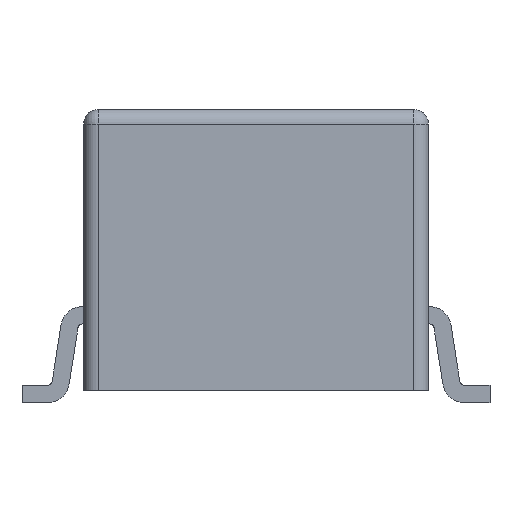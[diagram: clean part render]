
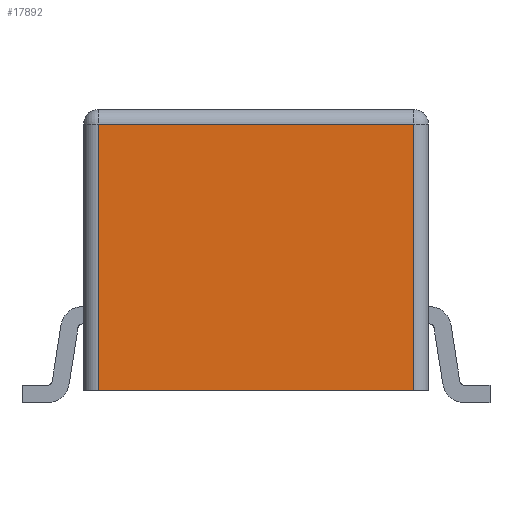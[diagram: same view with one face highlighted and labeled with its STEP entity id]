
A CAD part, left-side view. The second image highlights one B-rep face of the part: STEP entity #17892.
In plain terms, the highlighted planar face has unit normal (-1, 0, 0).
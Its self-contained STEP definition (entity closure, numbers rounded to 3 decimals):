
#35 = EDGE_CURVE ( 'NONE', #9392, #19390, #24229, .T. ) ;
#1649 = CARTESIAN_POINT ( 'NONE',  ( -6.35, -3.2, -1.7 ) ) ;
#3402 = ORIENTED_EDGE ( 'NONE', *, *, #12125, .T. ) ;
#3433 = CARTESIAN_POINT ( 'NONE',  ( -6.35, 3.2, 3.7 ) ) ;
#3534 = VECTOR ( 'NONE', #12726, 1000. ) ;
#4349 = DIRECTION ( 'NONE',  ( 0., 0., -1. ) ) ;
#4465 = PLANE ( 'NONE',  #21779 ) ;
#5631 = CARTESIAN_POINT ( 'NONE',  ( -6.35, -3.2, 3.7 ) ) ;
#5646 = CARTESIAN_POINT ( 'NONE',  ( -6.35, 3.2, -1.7 ) ) ;
#5872 = EDGE_CURVE ( 'NONE', #9858, #9392, #23131, .T. ) ;
#6343 = CARTESIAN_POINT ( 'NONE',  ( -6.35, 3.5, -1.7 ) ) ;
#6879 = CARTESIAN_POINT ( 'NONE',  ( -6.35, 3.5, 3.7 ) ) ;
#8064 = CARTESIAN_POINT ( 'NONE',  ( -6.35, -3.2, -1.7 ) ) ;
#8654 = FACE_OUTER_BOUND ( 'NONE', #14920, .T. ) ;
#9392 = VERTEX_POINT ( 'NONE', #5631 ) ;
#9592 = VECTOR ( 'NONE', #19594, 1000. ) ;
#9728 = ORIENTED_EDGE ( 'NONE', *, *, #35, .T. ) ;
#9858 = VERTEX_POINT ( 'NONE', #1649 ) ;
#11875 = CARTESIAN_POINT ( 'NONE',  ( -6.35, 3.5, -1.7 ) ) ;
#12125 = EDGE_CURVE ( 'NONE', #19390, #22839, #19809, .T. ) ;
#12592 = DIRECTION ( 'NONE',  ( 0., 0., 1. ) ) ;
#12652 = EDGE_CURVE ( 'NONE', #22839, #9858, #19840, .T. ) ;
#12726 = DIRECTION ( 'NONE',  ( 0., 1., 0. ) ) ;
#13623 = CARTESIAN_POINT ( 'NONE',  ( -6.35, 3.2, -1.7 ) ) ;
#14920 = EDGE_LOOP ( 'NONE', ( #18744, #19814, #9728, #3402 ) ) ;
#15190 = VECTOR ( 'NONE', #15683, 1000. ) ;
#15683 = DIRECTION ( 'NONE',  ( 0., 0., 1. ) ) ;
#17892 = ADVANCED_FACE ( 'NONE', ( #8654 ), #4465, .T. ) ;
#18044 = DIRECTION ( 'NONE',  ( -1., 0., 0. ) ) ;
#18723 = VECTOR ( 'NONE', #4349, 1000. ) ;
#18744 = ORIENTED_EDGE ( 'NONE', *, *, #12652, .T. ) ;
#19390 = VERTEX_POINT ( 'NONE', #3433 ) ;
#19594 = DIRECTION ( 'NONE',  ( 0., -1., 0. ) ) ;
#19809 = LINE ( 'NONE', #13623, #18723 ) ;
#19814 = ORIENTED_EDGE ( 'NONE', *, *, #5872, .T. ) ;
#19840 = LINE ( 'NONE', #11875, #9592 ) ;
#21779 = AXIS2_PLACEMENT_3D ( 'NONE', #6343, #18044, #12592 ) ;
#22839 = VERTEX_POINT ( 'NONE', #5646 ) ;
#23131 = LINE ( 'NONE', #8064, #15190 ) ;
#24229 = LINE ( 'NONE', #6879, #3534 ) ;
